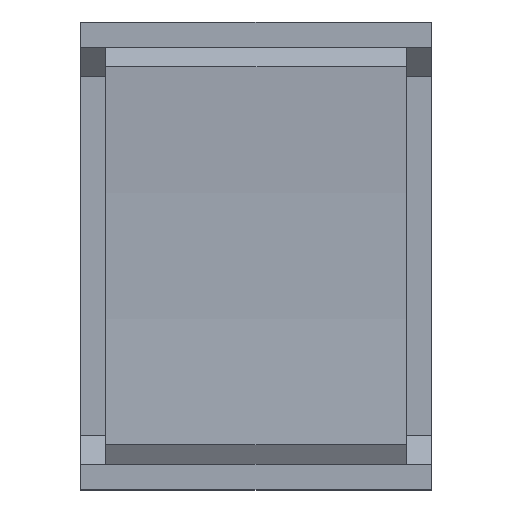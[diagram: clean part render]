
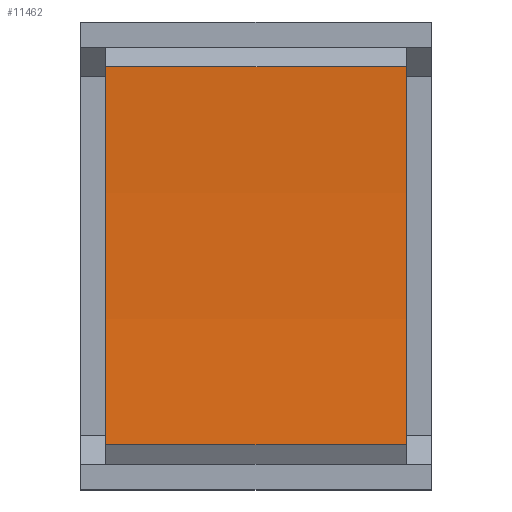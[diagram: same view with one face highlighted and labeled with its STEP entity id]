
A CAD part, top view. The second image highlights one B-rep face of the part: STEP entity #11462.
In plain terms, the highlighted cylindrical face has radius 156.967 mm (diameter 313.933 mm), a partial arc.
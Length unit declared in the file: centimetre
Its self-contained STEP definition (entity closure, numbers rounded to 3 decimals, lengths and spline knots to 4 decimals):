
#238=CYLINDRICAL_SURFACE('',#12091,15.6967);
#319=FACE_OUTER_BOUND('',#930,.T.);
#930=EDGE_LOOP('',(#7476,#7477,#7478,#7479));
#1577=CIRCLE('',#12090,15.6967);
#1578=CIRCLE('',#12092,15.6967);
#1883=LINE('',#16065,#3218);
#1884=LINE('',#16068,#3219);
#3218=VECTOR('',#12977,1.);
#3219=VECTOR('',#12980,1.);
#4551=VERTEX_POINT('',#16056);
#4552=VERTEX_POINT('',#16058);
#4554=VERTEX_POINT('',#16064);
#4555=VERTEX_POINT('',#16066);
#5713=EDGE_CURVE('',#4551,#4552,#1577,.T.);
#5716=EDGE_CURVE('',#4554,#4551,#1883,.T.);
#5717=EDGE_CURVE('',#4555,#4554,#1578,.T.);
#5718=EDGE_CURVE('',#4552,#4555,#1884,.T.);
#7476=ORIENTED_EDGE('',*,*,#5713,.F.);
#7477=ORIENTED_EDGE('',*,*,#5716,.F.);
#7478=ORIENTED_EDGE('',*,*,#5717,.F.);
#7479=ORIENTED_EDGE('',*,*,#5718,.F.);
#11462=ADVANCED_FACE('',(#319),#238,.F.);
#12090=AXIS2_PLACEMENT_3D('',#16059,#12971,#12972);
#12091=AXIS2_PLACEMENT_3D('',#16063,#12975,#12976);
#12092=AXIS2_PLACEMENT_3D('',#16067,#12978,#12979);
#12971=DIRECTION('center_axis',(-1.,0.,0.));
#12972=DIRECTION('ref_axis',(0.,0.062,-0.998));
#12975=DIRECTION('center_axis',(1.,0.,0.));
#12976=DIRECTION('ref_axis',(0.,0.062,-0.998));
#12977=DIRECTION('',(1.,0.,0.));
#12978=DIRECTION('center_axis',(1.,0.,0.));
#12979=DIRECTION('ref_axis',(0.,0.062,-0.998));
#12980=DIRECTION('',(-1.,0.,0.));
#16056=CARTESIAN_POINT('',(0.77,0.97,2.57));
#16058=CARTESIAN_POINT('',(0.77,-0.97,2.57));
#16059=CARTESIAN_POINT('Origin',(0.77,0.,
18.2367));
#16063=CARTESIAN_POINT('Origin',(-0.77,0.,
18.2367));
#16064=CARTESIAN_POINT('',(-0.77,0.97,2.57));
#16065=CARTESIAN_POINT('',(-0.385,0.97,2.57));
#16066=CARTESIAN_POINT('',(-0.77,-0.97,2.57));
#16067=CARTESIAN_POINT('Origin',(-0.77,0.,
18.2367));
#16068=CARTESIAN_POINT('',(0.385,-0.97,2.57));
